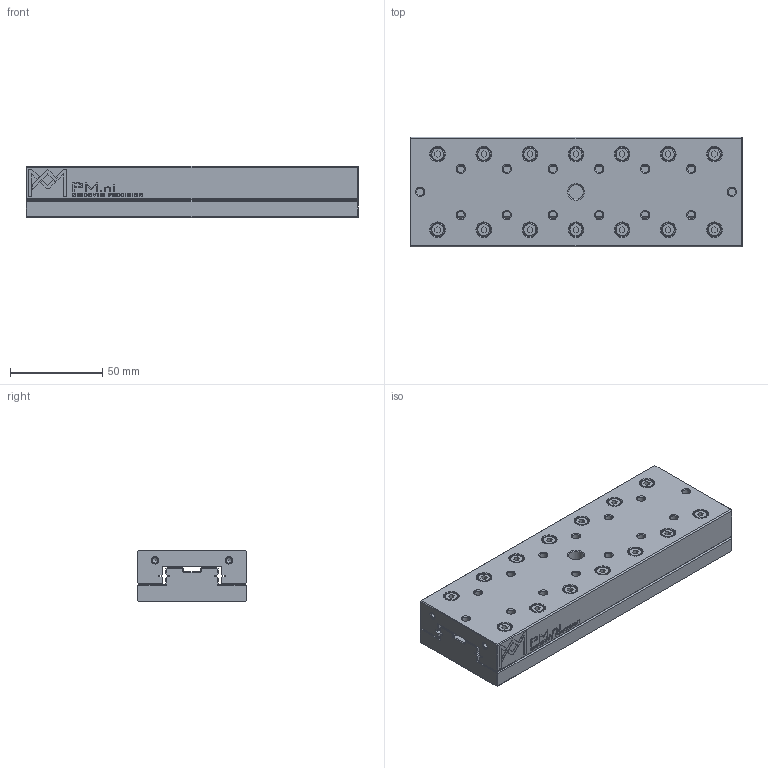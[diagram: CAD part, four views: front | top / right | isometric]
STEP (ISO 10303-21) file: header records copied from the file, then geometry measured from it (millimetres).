
FILE_DESCRIPTION(/* description */ (''),/* implementation_level */ '2;1');
FILE_NAME(/* name */ 'RT-3175_stp.stp',/* time_stamp */ '2024-10-04T14:10:23+02:00',/* author */ (''),/* organization */ (''),/* preprocessor_version */ 'ST-DEVELOPER v16.7',/* originating_system */ 'SIEMENS PLM Software NX 12.0',/* authorisation */ '');
FILE_SCHEMA (('AUTOMOTIVE_DESIGN { 1 0 10303 214 3 1 1 1 }'));
Length unit declared in the file: millimetre
Products named in the file (1): RT-3175_stp
Bounding box: 180 x 59.5 x 28 mm (x, y, z)
Volume: 279102.8 mm3; surface area: 73004.9 mm2
Topology: 2 solids, 2 shells, 1231 faces, 3013 edges, 1956 vertices
Faces by surface type: plane 846, bspline 180, cone 107, cylinder 98
Full cylindrical faces by diameter (mm): 3 x4, 4 x21, 4.8 x6, 7 x14, 7.32 x14, 7.8 x32, 8 x1
Entity records: 39561 total; most frequent: CARTESIAN_POINT 8436, ORIENTED_EDGE 5578, DIRECTION 4832, EDGE_CURVE 2789, LINE 2130, VECTOR 2130, VERTEX_POINT 1931, EDGE_LOOP 1634
